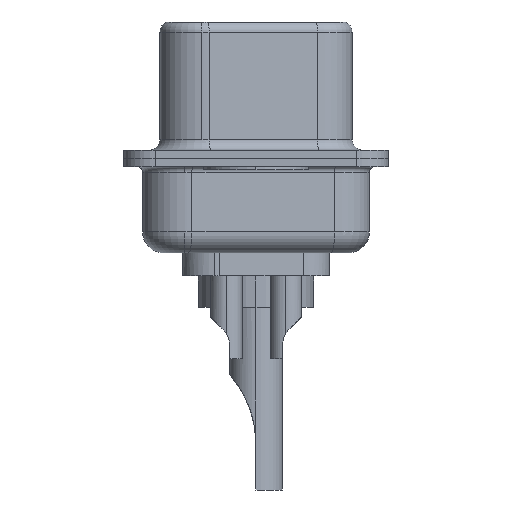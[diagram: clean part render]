
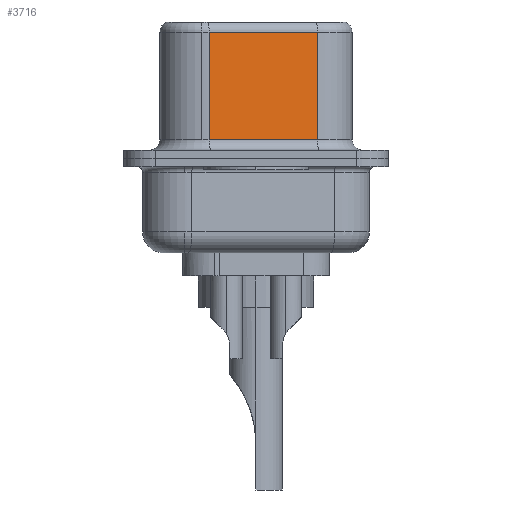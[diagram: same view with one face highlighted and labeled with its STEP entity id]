
A CAD part, left-side view. The second image highlights one B-rep face of the part: STEP entity #3716.
In plain terms, the highlighted planar face has unit normal (-0.985, -0.174, 0).
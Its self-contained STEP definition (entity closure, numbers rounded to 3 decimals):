
#739 = PLANE ( 'NONE',  #6616 ) ;
#745 = VECTOR ( 'NONE', #2345, 1000. ) ;
#1020 = ORIENTED_EDGE ( 'NONE', *, *, #3059, .T. ) ;
#2021 = CARTESIAN_POINT ( 'NONE',  ( 4.565, -2.927, 0.9 ) ) ;
#2345 = DIRECTION ( 'NONE',  ( -0.174, 0.985, 0. ) ) ;
#2846 = VERTEX_POINT ( 'NONE', #15289 ) ;
#2907 = CARTESIAN_POINT ( 'NONE',  ( 3.655, 2.233, 6.02 ) ) ;
#3059 = EDGE_CURVE ( 'NONE', #5081, #12433, #12504, .T. ) ;
#3320 = DIRECTION ( 'NONE',  ( 0.174, -0.985, 0. ) ) ;
#3716 = ADVANCED_FACE ( 'NONE', ( #5891 ), #739, .F. ) ;
#4025 = VECTOR ( 'NONE', #3320, 1000. ) ;
#4063 = VERTEX_POINT ( 'NONE', #4996 ) ;
#4151 = CARTESIAN_POINT ( 'NONE',  ( 3.655, 2.233, 6.52 ) ) ;
#4445 = LINE ( 'NONE', #2021, #4025 ) ;
#4617 = CARTESIAN_POINT ( 'NONE',  ( 4.565, -2.927, 6.52 ) ) ;
#4996 = CARTESIAN_POINT ( 'NONE',  ( 4.565, -2.927, 6.02 ) ) ;
#5081 = VERTEX_POINT ( 'NONE', #2907 ) ;
#5097 = ORIENTED_EDGE ( 'NONE', *, *, #10771, .F. ) ;
#5102 = LINE ( 'NONE', #7267, #745 ) ;
#5316 = VECTOR ( 'NONE', #8118, 1000. ) ;
#5891 = FACE_OUTER_BOUND ( 'NONE', #14861, .T. ) ;
#6616 = AXIS2_PLACEMENT_3D ( 'NONE', #10361, #14538, #14175 ) ;
#6814 = ORIENTED_EDGE ( 'NONE', *, *, #10276, .T. ) ;
#7267 = CARTESIAN_POINT ( 'NONE',  ( 4.565, -2.927, 6.02 ) ) ;
#7366 = VECTOR ( 'NONE', #9572, 1000. ) ;
#8118 = DIRECTION ( 'NONE',  ( 0., 0., -1. ) ) ;
#9572 = DIRECTION ( 'NONE',  ( 0., 0., -1. ) ) ;
#9576 = ORIENTED_EDGE ( 'NONE', *, *, #11240, .T. ) ;
#9647 = CARTESIAN_POINT ( 'NONE',  ( 3.655, 2.233, 0.9 ) ) ;
#10276 = EDGE_CURVE ( 'NONE', #4063, #5081, #5102, .T. ) ;
#10361 = CARTESIAN_POINT ( 'NONE',  ( 4.565, -2.927, 6.52 ) ) ;
#10771 = EDGE_CURVE ( 'NONE', #4063, #2846, #14867, .T. ) ;
#11240 = EDGE_CURVE ( 'NONE', #12433, #2846, #4445, .T. ) ;
#12433 = VERTEX_POINT ( 'NONE', #9647 ) ;
#12504 = LINE ( 'NONE', #4151, #7366 ) ;
#14175 = DIRECTION ( 'NONE',  ( -0.174, 0.985, 0. ) ) ;
#14538 = DIRECTION ( 'NONE',  ( 0.985, 0.174, 0. ) ) ;
#14861 = EDGE_LOOP ( 'NONE', ( #5097, #6814, #1020, #9576 ) ) ;
#14867 = LINE ( 'NONE', #4617, #5316 ) ;
#15289 = CARTESIAN_POINT ( 'NONE',  ( 4.565, -2.927, 0.9 ) ) ;
